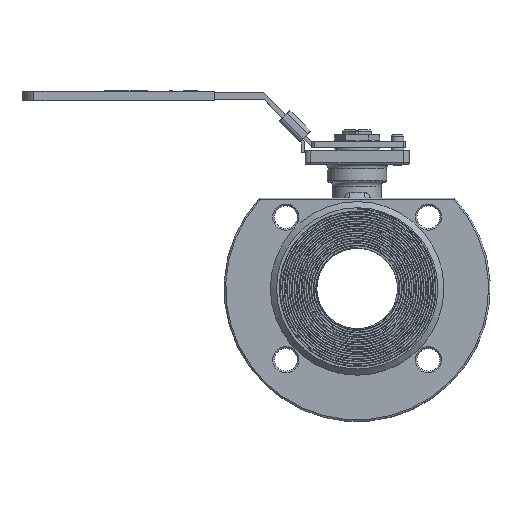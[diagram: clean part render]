
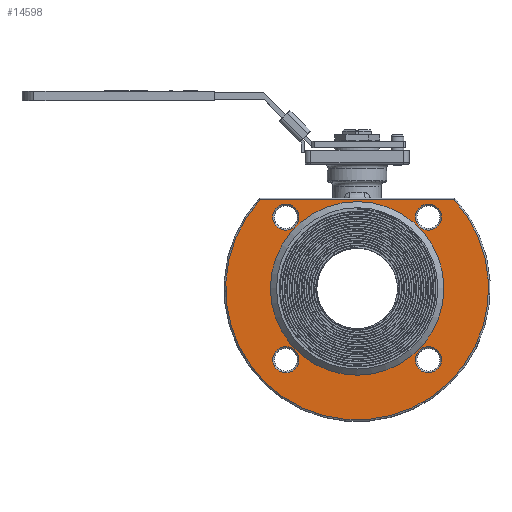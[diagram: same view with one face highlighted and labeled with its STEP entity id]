
A CAD part, top view. The second image highlights one B-rep face of the part: STEP entity #14598.
In plain terms, the highlighted planar face has unit normal (0, 0, 1).
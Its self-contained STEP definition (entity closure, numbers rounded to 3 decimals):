
#404=CIRCLE('',#15570,53.8);
#405=CIRCLE('',#15571,81.5);
#406=CIRCLE('',#15572,8.1);
#407=CIRCLE('',#15573,8.1);
#408=CIRCLE('',#15574,8.1);
#409=CIRCLE('',#15575,8.1);
#1210=LINE('',#43643,#2483);
#2483=VECTOR('',#17419,1000.);
#5096=ORIENTED_EDGE('',*,*,#8654,.F.);
#5097=ORIENTED_EDGE('',*,*,#8655,.T.);
#5098=ORIENTED_EDGE('',*,*,#8564,.T.);
#5099=ORIENTED_EDGE('',*,*,#8656,.T.);
#5100=ORIENTED_EDGE('',*,*,#8657,.T.);
#5101=ORIENTED_EDGE('',*,*,#8658,.T.);
#5102=ORIENTED_EDGE('',*,*,#8659,.T.);
#8564=EDGE_CURVE('',#10386,#10385,#1210,.T.);
#8654=EDGE_CURVE('',#10438,#10438,#404,.T.);
#8655=EDGE_CURVE('',#10385,#10386,#405,.T.);
#8656=EDGE_CURVE('',#10439,#10439,#406,.T.);
#8657=EDGE_CURVE('',#10440,#10440,#407,.T.);
#8658=EDGE_CURVE('',#10441,#10441,#408,.T.);
#8659=EDGE_CURVE('',#10442,#10442,#409,.T.);
#10385=VERTEX_POINT('',#43642);
#10386=VERTEX_POINT('',#43644);
#10438=VERTEX_POINT('',#44872);
#10439=VERTEX_POINT('',#44875);
#10440=VERTEX_POINT('',#44877);
#10441=VERTEX_POINT('',#44879);
#10442=VERTEX_POINT('',#44881);
#12089=EDGE_LOOP('',(#5096));
#12090=EDGE_LOOP('',(#5097,#5098));
#12091=EDGE_LOOP('',(#5099));
#12092=EDGE_LOOP('',(#5100));
#12093=EDGE_LOOP('',(#5101));
#12094=EDGE_LOOP('',(#5102));
#13125=FACE_BOUND('',#12089,.T.);
#13126=FACE_BOUND('',#12090,.T.);
#13127=FACE_BOUND('',#12091,.T.);
#13128=FACE_BOUND('',#12092,.T.);
#13129=FACE_BOUND('',#12093,.T.);
#13130=FACE_BOUND('',#12094,.T.);
#13938=PLANE('',#15569);
#14598=ADVANCED_FACE('',(#13125,#13126,#13127,#13128,#13129,#13130),#13938,
 .T.);
#15569=AXIS2_PLACEMENT_3D('',#44870,#17577,#17578);
#15570=AXIS2_PLACEMENT_3D('',#44871,#17579,#17580);
#15571=AXIS2_PLACEMENT_3D('',#44873,#17581,#17582);
#15572=AXIS2_PLACEMENT_3D('',#44874,#17583,#17584);
#15573=AXIS2_PLACEMENT_3D('',#44876,#17585,#17586);
#15574=AXIS2_PLACEMENT_3D('',#44878,#17587,#17588);
#15575=AXIS2_PLACEMENT_3D('',#44880,#17589,#17590);
#17419=DIRECTION('',(-1.,0.,0.));
#17577=DIRECTION('',(0.,0.,1.));
#17578=DIRECTION('',(1.,0.,0.));
#17579=DIRECTION('',(0.,0.,1.));
#17580=DIRECTION('',(1.,0.,0.));
#17581=DIRECTION('',(0.,0.,1.));
#17582=DIRECTION('',(1.,0.,0.));
#17583=DIRECTION('',(0.,0.,-1.));
#17584=DIRECTION('',(1.,0.,0.));
#17585=DIRECTION('',(0.,0.,-1.));
#17586=DIRECTION('',(1.,0.,0.));
#17587=DIRECTION('',(0.,0.,-1.));
#17588=DIRECTION('',(1.,0.,0.));
#17589=DIRECTION('',(0.,0.,-1.));
#17590=DIRECTION('',(1.,0.,0.));
#43642=CARTESIAN_POINT('',(-60.144,55.,36.));
#43643=CARTESIAN_POINT('',(-60.583,55.,36.));
#43644=CARTESIAN_POINT('',(60.144,55.,36.));
#44870=CARTESIAN_POINT('',(0.,0.,36.));
#44871=CARTESIAN_POINT('',(0.,0.,36.));
#44872=CARTESIAN_POINT('',(53.8,0.,36.));
#44873=CARTESIAN_POINT('',(0.,0.,36.));
#44874=CARTESIAN_POINT('',(44.194,44.194,36.));
#44875=CARTESIAN_POINT('',(52.294,44.194,36.));
#44876=CARTESIAN_POINT('',(-44.194,44.194,36.));
#44877=CARTESIAN_POINT('',(-36.094,44.194,36.));
#44878=CARTESIAN_POINT('',(-44.194,-44.194,36.));
#44879=CARTESIAN_POINT('',(-36.094,-44.194,36.));
#44880=CARTESIAN_POINT('',(44.194,-44.194,36.));
#44881=CARTESIAN_POINT('',(52.294,-44.194,36.));
